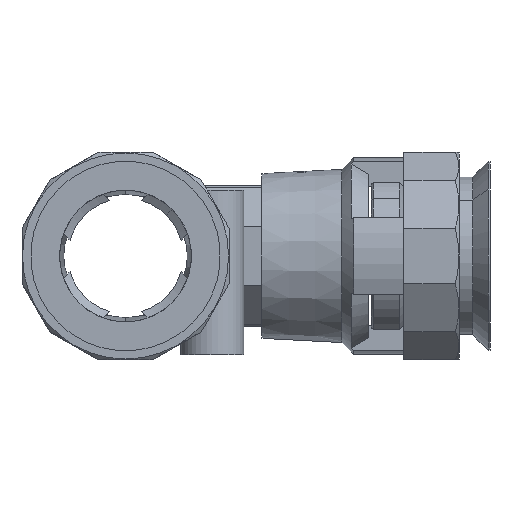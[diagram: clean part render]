
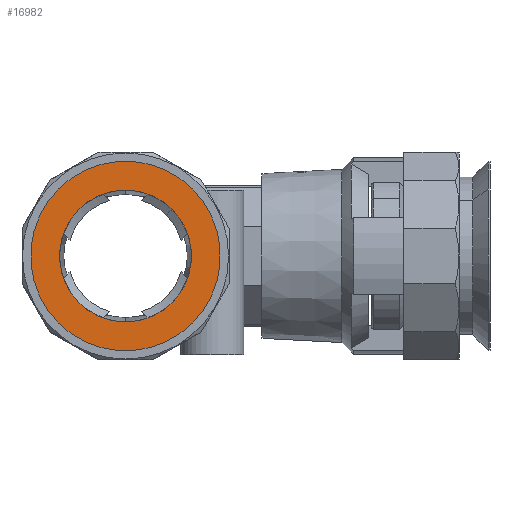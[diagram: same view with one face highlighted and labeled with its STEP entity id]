
A CAD part, left-side view. The second image highlights one B-rep face of the part: STEP entity #16982.
In plain terms, the highlighted planar face has unit normal (-1, 0, 0).
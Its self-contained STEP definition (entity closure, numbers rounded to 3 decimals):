
#886 = DIRECTION ( 'NONE',  ( 0., 0.707, -0.707 ) ) ;
#887 = DIRECTION ( 'NONE',  ( 1., 0., 0. ) ) ;
#888 = CARTESIAN_POINT ( 'NONE',  ( -44.204, 0., 0. ) ) ;
#889 = AXIS2_PLACEMENT_3D ( 'NONE', #888, #887, #886 ) ;
#890 = CIRCLE ( 'NONE', #889, 8. ) ;
#8421 = CARTESIAN_POINT ( 'NONE',  ( -44.204, 0., 0. ) ) ;
#8465 = DIRECTION ( 'NONE',  ( 0., 0.707, -0.707 ) ) ;
#8466 = DIRECTION ( 'NONE',  ( 1., 0., 0. ) ) ;
#8467 = CARTESIAN_POINT ( 'NONE',  ( -44.204, -8.132, 8.132 ) ) ;
#8468 = AXIS2_PLACEMENT_3D ( 'NONE', #8467, #8466, #8465 ) ;
#8469 = PLANE ( 'NONE',  #8468 ) ;
#8470 = FACE_BOUND ( 'NONE', #16986, .T. ) ;
#8471 = FACE_OUTER_BOUND ( 'NONE', #16983, .T. ) ;
#8472 = DIRECTION ( 'NONE',  ( 0., 0.707, -0.707 ) ) ;
#8473 = DIRECTION ( 'NONE',  ( 1., 0., 0. ) ) ;
#8474 = AXIS2_PLACEMENT_3D ( 'NONE', #8421, #8473, #8472 ) ;
#8475 = CIRCLE ( 'NONE', #8474, 11.5 ) ;
#15495 = EDGE_CURVE ( 'NONE', #15496, #15497, #25732, .T. ) ;
#15496 = VERTEX_POINT ( 'NONE', #25727 ) ;
#15497 = VERTEX_POINT ( 'NONE', #25726 ) ;
#15525 = EDGE_CURVE ( 'NONE', #15526, #15527, #25797, .T. ) ;
#15526 = VERTEX_POINT ( 'NONE', #25788 ) ;
#15527 = VERTEX_POINT ( 'NONE', #25787 ) ;
#16235 = EDGE_CURVE ( 'NONE', #15527, #15526, #890, .T. ) ;
#16964 = ORIENTED_EDGE ( 'NONE', *, *, #15525, .T. ) ;
#16979 = EDGE_CURVE ( 'NONE', #15497, #15496, #8475, .T. ) ;
#16982 = ADVANCED_FACE ( 'NONE', ( #8471, #8470 ), #8469, .F. ) ;
#16983 = EDGE_LOOP ( 'NONE', ( #16984, #16985 ) ) ;
#16984 = ORIENTED_EDGE ( 'NONE', *, *, #15495, .F. ) ;
#16985 = ORIENTED_EDGE ( 'NONE', *, *, #16979, .F. ) ;
#16986 = EDGE_LOOP ( 'NONE', ( #16987, #16964 ) ) ;
#16987 = ORIENTED_EDGE ( 'NONE', *, *, #16235, .T. ) ;
#25726 = CARTESIAN_POINT ( 'NONE',  ( -44.204, -8.132, 8.132 ) ) ;
#25727 = CARTESIAN_POINT ( 'NONE',  ( -44.204, 8.132, -8.132 ) ) ;
#25728 = DIRECTION ( 'NONE',  ( 0., 0.707, -0.707 ) ) ;
#25729 = DIRECTION ( 'NONE',  ( 1., 0., 0. ) ) ;
#25730 = CARTESIAN_POINT ( 'NONE',  ( -44.204, 0., 0. ) ) ;
#25731 = AXIS2_PLACEMENT_3D ( 'NONE', #25730, #25729, #25728 ) ;
#25732 = CIRCLE ( 'NONE', #25731, 11.5 ) ;
#25787 = CARTESIAN_POINT ( 'NONE',  ( -44.204, 5.657, -5.657 ) ) ;
#25788 = CARTESIAN_POINT ( 'NONE',  ( -44.204, -5.657, 5.657 ) ) ;
#25789 = DIRECTION ( 'NONE',  ( 0., 0.707, -0.707 ) ) ;
#25790 = DIRECTION ( 'NONE',  ( 1., 0., 0. ) ) ;
#25791 = CARTESIAN_POINT ( 'NONE',  ( -44.204, 0., 0. ) ) ;
#25792 = AXIS2_PLACEMENT_3D ( 'NONE', #25791, #25790, #25789 ) ;
#25797 = CIRCLE ( 'NONE', #25792, 8. ) ;
